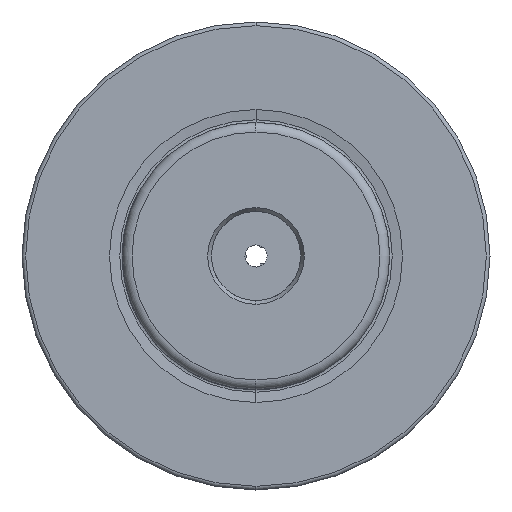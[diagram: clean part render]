
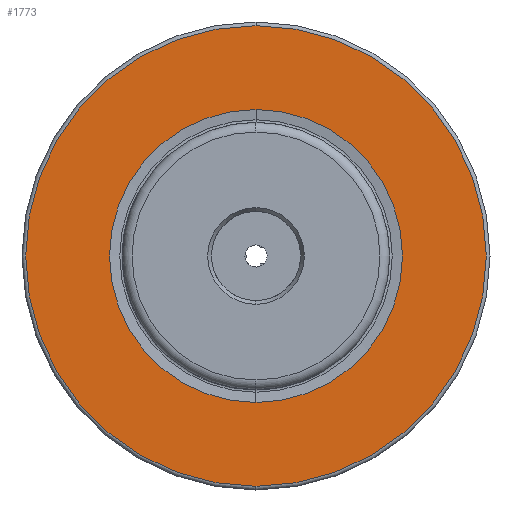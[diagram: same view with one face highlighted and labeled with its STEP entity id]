
A CAD part, left-side view. The second image highlights one B-rep face of the part: STEP entity #1773.
In plain terms, the highlighted planar face has unit normal (-1, 0, 0).
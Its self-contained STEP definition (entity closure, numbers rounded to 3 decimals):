
#100 = DIRECTION ( 'NONE',  ( 0., 0., 1. ) ) ;
#625 = VERTEX_POINT ( 'NONE', #4368 ) ;
#872 = AXIS2_PLACEMENT_3D ( 'NONE', #6151, #5626, #2789 ) ;
#901 = PLANE ( 'NONE',  #1373 ) ;
#1036 = DIRECTION ( 'NONE',  ( -1., 0., 0. ) ) ;
#1158 = VERTEX_POINT ( 'NONE', #2529 ) ;
#1345 = VERTEX_POINT ( 'NONE', #5109 ) ;
#1373 = AXIS2_PLACEMENT_3D ( 'NONE', #2830, #4263, #5229 ) ;
#1452 = DIRECTION ( 'NONE',  ( 0., 0., 1. ) ) ;
#1760 = CARTESIAN_POINT ( 'NONE',  ( 0., 0., 31. ) ) ;
#1773 = ADVANCED_FACE ( 'NONE', ( #4034, #5197 ), #901, .F. ) ;
#1877 = DIRECTION ( 'NONE',  ( -1., 0., 0. ) ) ;
#2059 = EDGE_CURVE ( 'NONE', #625, #1345, #3607, .T. ) ;
#2099 = CIRCLE ( 'NONE', #5306, 19.715 ) ;
#2307 = CARTESIAN_POINT ( 'NONE',  ( 0., 0., 0. ) ) ;
#2529 = CARTESIAN_POINT ( 'NONE',  ( 0., 0., -31. ) ) ;
#2594 = CIRCLE ( 'NONE', #6076, 31. ) ;
#2743 = EDGE_LOOP ( 'NONE', ( #5519, #5595 ) ) ;
#2789 = DIRECTION ( 'NONE',  ( 0., 0., 1. ) ) ;
#2830 = CARTESIAN_POINT ( 'NONE',  ( 0., 19.715, 0. ) ) ;
#3430 = EDGE_CURVE ( 'NONE', #5712, #1158, #2594, .T. ) ;
#3504 = CARTESIAN_POINT ( 'NONE',  ( 0., 0., 0. ) ) ;
#3561 = ORIENTED_EDGE ( 'NONE', *, *, #4316, .F. ) ;
#3607 = CIRCLE ( 'NONE', #872, 19.715 ) ;
#3653 = ORIENTED_EDGE ( 'NONE', *, *, #2059, .F. ) ;
#3729 = DIRECTION ( 'NONE',  ( -1., 0., 0. ) ) ;
#4034 = FACE_BOUND ( 'NONE', #5687, .T. ) ;
#4227 = AXIS2_PLACEMENT_3D ( 'NONE', #3504, #1036, #100 ) ;
#4263 = DIRECTION ( 'NONE',  ( 1., 0., 0. ) ) ;
#4301 = CARTESIAN_POINT ( 'NONE',  ( 0., 0., 0. ) ) ;
#4316 = EDGE_CURVE ( 'NONE', #1345, #625, #2099, .T. ) ;
#4368 = CARTESIAN_POINT ( 'NONE',  ( 0., 0., 19.715 ) ) ;
#5109 = CARTESIAN_POINT ( 'NONE',  ( 0., 0., -19.715 ) ) ;
#5197 = FACE_OUTER_BOUND ( 'NONE', #2743, .T. ) ;
#5229 = DIRECTION ( 'NONE',  ( 0., 0., -1. ) ) ;
#5294 = EDGE_CURVE ( 'NONE', #1158, #5712, #5911, .T. ) ;
#5306 = AXIS2_PLACEMENT_3D ( 'NONE', #4301, #1877, #6065 ) ;
#5519 = ORIENTED_EDGE ( 'NONE', *, *, #3430, .T. ) ;
#5595 = ORIENTED_EDGE ( 'NONE', *, *, #5294, .T. ) ;
#5626 = DIRECTION ( 'NONE',  ( -1., 0., 0. ) ) ;
#5687 = EDGE_LOOP ( 'NONE', ( #3653, #3561 ) ) ;
#5712 = VERTEX_POINT ( 'NONE', #1760 ) ;
#5911 = CIRCLE ( 'NONE', #4227, 31. ) ;
#6065 = DIRECTION ( 'NONE',  ( 0., 0., 1. ) ) ;
#6076 = AXIS2_PLACEMENT_3D ( 'NONE', #2307, #3729, #1452 ) ;
#6151 = CARTESIAN_POINT ( 'NONE',  ( 0., 0., 0. ) ) ;
